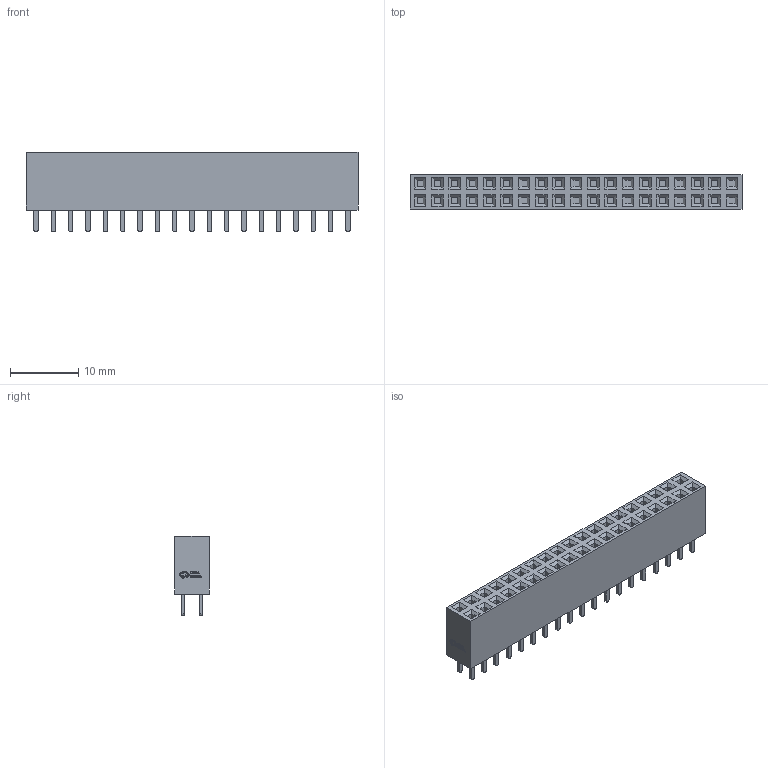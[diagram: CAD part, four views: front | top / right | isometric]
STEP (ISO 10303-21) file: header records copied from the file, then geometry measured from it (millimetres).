
FILE_DESCRIPTION(/* description */ ('Designed by EasyEDA Pro'),/* implementation_level */ '2;1');
FILE_NAME(/* name */ 'PM_2.54_2X19P_LH.step',/* time_stamp */ '2025-03-27T16:39:16+08:00',/* author */ (''),/* organization */ (''),/* preprocessor_version */ 'ST-DEVELOPER v20.1',/* originating_system */ 'Autodesk Translation Framework v14.4.0.0',/* authorisation */ '');
FILE_SCHEMA (('AUTOMOTIVE_DESIGN { 1 0 10303 214 3 1 1 }'));
Length unit declared in the file: millimetre
Products named in the file (3): 6P1n-PCBModel; 6P1n-Board; 6P1n-U1-HDR-TH_38P-P2.54-V-F-R2-C19-S2.54
Assembly tree (2 placements, depth 2):
  6P1n-PCBModel
    6P1n-Board
    6P1n-U1-HDR-TH_38P-P2.54-V-F-R2-C19-S2.54
Bounding box: 48.67 x 5 x 11.7 mm (x, y, z)
Volume: 1899.6 mm3; surface area: 2443.7 mm2
Topology: 1 solids, 1 shells, 821 faces, 1999 edges, 1282 vertices
Faces by surface type: plane 671, bspline 112, cylinder 38
Entity records: 25372 total; most frequent: CARTESIAN_POINT 5947, ORIENTED_EDGE 3998, DIRECTION 3447, EDGE_CURVE 1999, LINE 1699, VECTOR 1699, VERTEX_POINT 1282, EDGE_LOOP 923
